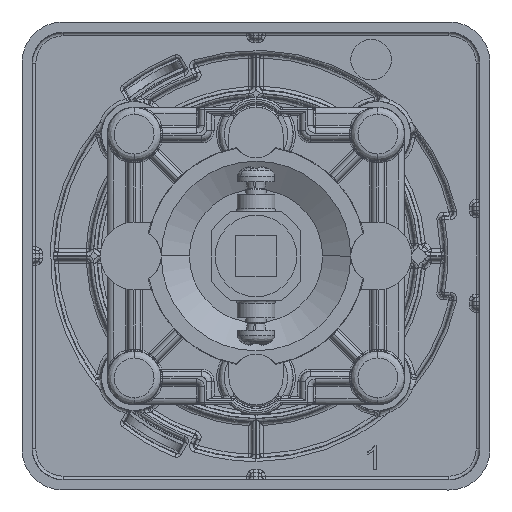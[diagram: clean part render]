
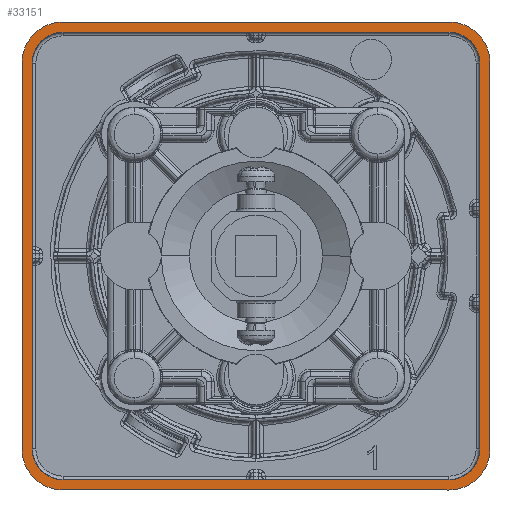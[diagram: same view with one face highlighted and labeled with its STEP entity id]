
A CAD part, front view. The second image highlights one B-rep face of the part: STEP entity #33151.
In plain terms, the highlighted planar face has unit normal (0, -1, 0).
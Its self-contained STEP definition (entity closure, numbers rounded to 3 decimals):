
#70 = DIRECTION ( 'NONE',  ( 0., 0., -1. ) ) ;
#768 = VERTEX_POINT ( 'NONE', #63148 ) ;
#1138 = EDGE_CURVE ( 'NONE', #51439, #23067, #60219, .T. ) ;
#1141 = DIRECTION ( 'NONE',  ( 0., 0., -1. ) ) ;
#3058 = CARTESIAN_POINT ( 'NONE',  ( 28.5, 10.85, 28.5 ) ) ;
#4659 = ORIENTED_EDGE ( 'NONE', *, *, #78207, .F. ) ;
#6352 = FACE_BOUND ( 'NONE', #11711, .T. ) ;
#6489 = AXIS2_PLACEMENT_3D ( 'NONE', #102895, #20404, #56755 ) ;
#7497 = CARTESIAN_POINT ( 'NONE',  ( 28.5, 10.85, -33.058 ) ) ;
#9000 = AXIS2_PLACEMENT_3D ( 'NONE', #3058, #43743, #70388 ) ;
#9214 = CARTESIAN_POINT ( 'NONE',  ( 28.5, 10.85, -34.565 ) ) ;
#9272 = CARTESIAN_POINT ( 'NONE',  ( -28.5, 10.85, 28.5 ) ) ;
#11711 = EDGE_LOOP ( 'NONE', ( #63066, #13133, #97035, #34370, #66966, #47915, #26487, #104588 ) ) ;
#12075 = VERTEX_POINT ( 'NONE', #73297 ) ;
#13133 = ORIENTED_EDGE ( 'NONE', *, *, #82004, .F. ) ;
#13180 = VERTEX_POINT ( 'NONE', #7497 ) ;
#16248 = VECTOR ( 'NONE', #60757, 1000. ) ;
#17483 = CIRCLE ( 'NONE', #83347, 4.558 ) ;
#18261 = CARTESIAN_POINT ( 'NONE',  ( 28.5, 10.85, -34.565 ) ) ;
#18489 = CARTESIAN_POINT ( 'NONE',  ( 28.5, 10.85, -28.5 ) ) ;
#18572 = DIRECTION ( 'NONE',  ( 0., 1., 0. ) ) ;
#19009 = CARTESIAN_POINT ( 'NONE',  ( -28.5, 10.85, 34.565 ) ) ;
#19982 = VERTEX_POINT ( 'NONE', #66908 ) ;
#20404 = DIRECTION ( 'NONE',  ( 0., 1., 0. ) ) ;
#20660 = VECTOR ( 'NONE', #98762, 1000. ) ;
#22905 = ORIENTED_EDGE ( 'NONE', *, *, #76661, .F. ) ;
#23067 = VERTEX_POINT ( 'NONE', #89361 ) ;
#23140 = CARTESIAN_POINT ( 'NONE',  ( -33.058, 10.85, 28.5 ) ) ;
#23162 = PLANE ( 'NONE',  #87148 ) ;
#24171 = CARTESIAN_POINT ( 'NONE',  ( -34.565, 10.85, -28.5 ) ) ;
#24833 = DIRECTION ( 'NONE',  ( -1., 0., 0. ) ) ;
#25239 = EDGE_CURVE ( 'NONE', #106776, #19982, #17483, .T. ) ;
#26025 = CARTESIAN_POINT ( 'NONE',  ( 34.565, 10.85, 28.5 ) ) ;
#26437 = EDGE_CURVE ( 'NONE', #88569, #12075, #29132, .T. ) ;
#26487 = ORIENTED_EDGE ( 'NONE', *, *, #38577, .T. ) ;
#26868 = DIRECTION ( 'NONE',  ( 0., 0., -1. ) ) ;
#27549 = VERTEX_POINT ( 'NONE', #23140 ) ;
#28563 = ORIENTED_EDGE ( 'NONE', *, *, #35401, .F. ) ;
#29132 = LINE ( 'NONE', #87726, #66084 ) ;
#29373 = DIRECTION ( 'NONE',  ( 0., 1., 0. ) ) ;
#29486 = LINE ( 'NONE', #97822, #99418 ) ;
#30916 = EDGE_CURVE ( 'NONE', #46400, #94045, #83963, .T. ) ;
#32726 = CARTESIAN_POINT ( 'NONE',  ( -28.5, 10.85, -33.058 ) ) ;
#32963 = AXIS2_PLACEMENT_3D ( 'NONE', #41003, #83333, #26868 ) ;
#33151 = ADVANCED_FACE ( 'Defeature ausgef�hrt1_548', ( #58430, #6352 ), #23162, .F. ) ;
#34265 = DIRECTION ( 'NONE',  ( 0., 0., -1. ) ) ;
#34347 = CARTESIAN_POINT ( 'NONE',  ( -28.5, 10.85, 28.5 ) ) ;
#34370 = ORIENTED_EDGE ( 'NONE', *, *, #55304, .F. ) ;
#34770 = CARTESIAN_POINT ( 'NONE',  ( 34.565, 10.85, -28.5 ) ) ;
#35401 = EDGE_CURVE ( 'NONE', #84781, #768, #71216, .T. ) ;
#37504 = DIRECTION ( 'NONE',  ( 0., 0., -1. ) ) ;
#37887 = CARTESIAN_POINT ( 'NONE',  ( 28.5, 10.85, 33.058 ) ) ;
#38577 = EDGE_CURVE ( 'NONE', #27549, #23067, #52862, .T. ) ;
#39434 = DIRECTION ( 'NONE',  ( 0., 1., 0. ) ) ;
#40964 = EDGE_CURVE ( 'NONE', #27549, #19982, #92979, .T. ) ;
#41003 = CARTESIAN_POINT ( 'NONE',  ( 28.5, 10.85, -28.5 ) ) ;
#41625 = CARTESIAN_POINT ( 'NONE',  ( -28.5, 10.85, -34.565 ) ) ;
#43145 = VERTEX_POINT ( 'NONE', #49184 ) ;
#43432 = VERTEX_POINT ( 'NONE', #71922 ) ;
#43743 = DIRECTION ( 'NONE',  ( 0., 1., 0. ) ) ;
#44589 = CIRCLE ( 'NONE', #6489, 6.065 ) ;
#45822 = LINE ( 'NONE', #95739, #103847 ) ;
#46400 = VERTEX_POINT ( 'NONE', #9214 ) ;
#47915 = ORIENTED_EDGE ( 'NONE', *, *, #40964, .F. ) ;
#47984 = ORIENTED_EDGE ( 'NONE', *, *, #30916, .F. ) ;
#48657 = DIRECTION ( 'NONE',  ( -1., 0., 0. ) ) ;
#49184 = CARTESIAN_POINT ( 'NONE',  ( 33.058, 10.85, 28.5 ) ) ;
#51416 = AXIS2_PLACEMENT_3D ( 'NONE', #9272, #106991, #1141 ) ;
#51439 = VERTEX_POINT ( 'NONE', #37887 ) ;
#51610 = DIRECTION ( 'NONE',  ( 0., 1., 0. ) ) ;
#51623 = DIRECTION ( 'NONE',  ( 0., 1., 0. ) ) ;
#51757 = CARTESIAN_POINT ( 'NONE',  ( -33.058, 10.85, 28.5 ) ) ;
#52862 = CIRCLE ( 'NONE', #82340, 4.558 ) ;
#53400 = DIRECTION ( 'NONE',  ( 0., 0., -1. ) ) ;
#54779 = EDGE_CURVE ( 'NONE', #43432, #13180, #61348, .T. ) ;
#55058 = DIRECTION ( 'NONE',  ( 0., 0., 1. ) ) ;
#55304 = EDGE_CURVE ( 'NONE', #106776, #13180, #29486, .T. ) ;
#56755 = DIRECTION ( 'NONE',  ( 0., 0., -1. ) ) ;
#57329 = ORIENTED_EDGE ( 'NONE', *, *, #93664, .F. ) ;
#58430 = FACE_OUTER_BOUND ( 'NONE', #71353, .T. ) ;
#59770 = CARTESIAN_POINT ( 'NONE',  ( -28.5, 10.85, -28.5 ) ) ;
#60219 = LINE ( 'NONE', #75950, #16248 ) ;
#60400 = DIRECTION ( 'NONE',  ( 0., 0., -1. ) ) ;
#60757 = DIRECTION ( 'NONE',  ( -1., 0., 0. ) ) ;
#60981 = VECTOR ( 'NONE', #24833, 1000. ) ;
#61348 = CIRCLE ( 'NONE', #66538, 4.558 ) ;
#61831 = CIRCLE ( 'NONE', #51416, 6.065 ) ;
#63066 = ORIENTED_EDGE ( 'NONE', *, *, #104566, .T. ) ;
#63148 = CARTESIAN_POINT ( 'NONE',  ( -34.565, 10.85, 28.5 ) ) ;
#63911 = CIRCLE ( 'NONE', #72591, 6.065 ) ;
#64132 = CARTESIAN_POINT ( 'NONE',  ( -34.565, 10.85, 28.5 ) ) ;
#65402 = ORIENTED_EDGE ( 'NONE', *, *, #97128, .F. ) ;
#66084 = VECTOR ( 'NONE', #87194, 1000. ) ;
#66538 = AXIS2_PLACEMENT_3D ( 'NONE', #18489, #51623, #34265 ) ;
#66908 = CARTESIAN_POINT ( 'NONE',  ( -33.058, 10.85, -28.5 ) ) ;
#66966 = ORIENTED_EDGE ( 'NONE', *, *, #25239, .T. ) ;
#69988 = VECTOR ( 'NONE', #87992, 1000. ) ;
#70388 = DIRECTION ( 'NONE',  ( 0., 0., -1. ) ) ;
#71216 = LINE ( 'NONE', #64132, #69988 ) ;
#71353 = EDGE_LOOP ( 'NONE', ( #79435, #22905, #28563, #4659, #47984, #65402, #57329, #91625 ) ) ;
#71922 = CARTESIAN_POINT ( 'NONE',  ( 33.058, 10.85, -28.5 ) ) ;
#72064 = VECTOR ( 'NONE', #53400, 1000. ) ;
#72591 = AXIS2_PLACEMENT_3D ( 'NONE', #88505, #29373, #37504 ) ;
#73297 = CARTESIAN_POINT ( 'NONE',  ( 28.5, 10.85, 34.565 ) ) ;
#74588 = CIRCLE ( 'NONE', #32963, 6.065 ) ;
#75950 = CARTESIAN_POINT ( 'NONE',  ( 28.5, 10.85, 33.058 ) ) ;
#76661 = EDGE_CURVE ( 'NONE', #768, #88569, #61831, .T. ) ;
#76804 = VERTEX_POINT ( 'NONE', #34770 ) ;
#78207 = EDGE_CURVE ( 'NONE', #94045, #84781, #44589, .T. ) ;
#79435 = ORIENTED_EDGE ( 'NONE', *, *, #26437, .F. ) ;
#80492 = DIRECTION ( 'NONE',  ( 1., 0., 0. ) ) ;
#81761 = CARTESIAN_POINT ( 'NONE',  ( 28.5, 10.85, 28.5 ) ) ;
#82004 = EDGE_CURVE ( 'NONE', #43432, #43145, #45822, .T. ) ;
#82340 = AXIS2_PLACEMENT_3D ( 'NONE', #34347, #18572, #60400 ) ;
#83333 = DIRECTION ( 'NONE',  ( 0., 1., 0. ) ) ;
#83347 = AXIS2_PLACEMENT_3D ( 'NONE', #59770, #51610, #70 ) ;
#83963 = LINE ( 'NONE', #18261, #60981 ) ;
#84781 = VERTEX_POINT ( 'NONE', #24171 ) ;
#87148 = AXIS2_PLACEMENT_3D ( 'NONE', #81761, #39434, #48657 ) ;
#87194 = DIRECTION ( 'NONE',  ( 1., 0., 0. ) ) ;
#87726 = CARTESIAN_POINT ( 'NONE',  ( 28.5, 10.85, 34.565 ) ) ;
#87992 = DIRECTION ( 'NONE',  ( 0., 0., 1. ) ) ;
#88505 = CARTESIAN_POINT ( 'NONE',  ( 28.5, 10.85, 28.5 ) ) ;
#88569 = VERTEX_POINT ( 'NONE', #19009 ) ;
#89361 = CARTESIAN_POINT ( 'NONE',  ( -28.5, 10.85, 33.058 ) ) ;
#91625 = ORIENTED_EDGE ( 'NONE', *, *, #93519, .F. ) ;
#92979 = LINE ( 'NONE', #51757, #72064 ) ;
#93519 = EDGE_CURVE ( 'NONE', #12075, #93737, #63911, .T. ) ;
#93664 = EDGE_CURVE ( 'NONE', #93737, #76804, #105855, .T. ) ;
#93737 = VERTEX_POINT ( 'NONE', #26025 ) ;
#94045 = VERTEX_POINT ( 'NONE', #41625 ) ;
#95739 = CARTESIAN_POINT ( 'NONE',  ( 33.058, 10.85, 28.5 ) ) ;
#97035 = ORIENTED_EDGE ( 'NONE', *, *, #54779, .T. ) ;
#97128 = EDGE_CURVE ( 'NONE', #76804, #46400, #74588, .T. ) ;
#97822 = CARTESIAN_POINT ( 'NONE',  ( 28.5, 10.85, -33.058 ) ) ;
#98762 = DIRECTION ( 'NONE',  ( 0., 0., -1. ) ) ;
#99418 = VECTOR ( 'NONE', #80492, 1000. ) ;
#102895 = CARTESIAN_POINT ( 'NONE',  ( -28.5, 10.85, -28.5 ) ) ;
#103847 = VECTOR ( 'NONE', #55058, 1000. ) ;
#104302 = CIRCLE ( 'NONE', #9000, 4.558 ) ;
#104566 = EDGE_CURVE ( 'NONE', #51439, #43145, #104302, .T. ) ;
#104588 = ORIENTED_EDGE ( 'NONE', *, *, #1138, .F. ) ;
#105855 = LINE ( 'NONE', #106918, #20660 ) ;
#106776 = VERTEX_POINT ( 'NONE', #32726 ) ;
#106918 = CARTESIAN_POINT ( 'NONE',  ( 34.565, 10.85, 28.5 ) ) ;
#106991 = DIRECTION ( 'NONE',  ( 0., 1., 0. ) ) ;
